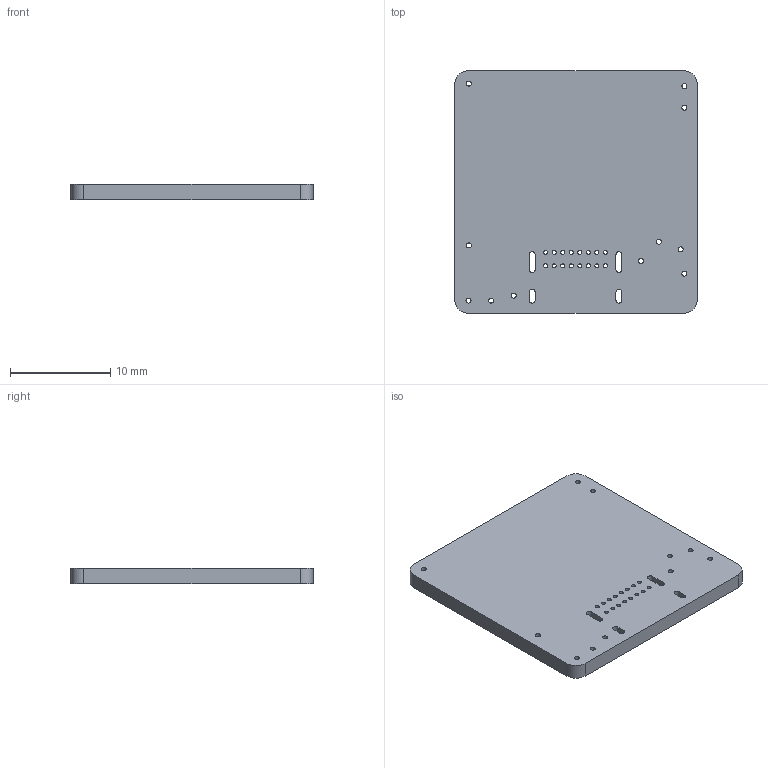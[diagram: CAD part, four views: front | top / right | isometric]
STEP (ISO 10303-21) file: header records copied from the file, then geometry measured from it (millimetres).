
FILE_DESCRIPTION(('KiCad electronic assembly'),'2;1');
FILE_NAME('Capstone.step','2022-09-08T15:09:40',('Pcbnew'),('Kicad'), 'Open CASCADE STEP processor 7.6','KiCad to STEP converter','Unknown' );
FILE_SCHEMA(('AUTOMOTIVE_DESIGN { 1 0 10303 214 1 1 1 1 }'));
Length unit declared in the file: millimetre
Products named in the file (2): Capstone 1; Capstone PCB
Assembly tree (1 placements, depth 2):
  Capstone 1
    Capstone PCB
Bounding box: 24.13 x 24.13 x 1.55 mm (x, y, z)
Volume: 890.1 mm3; surface area: 1376.3 mm2
Topology: 1 solids, 1 shells, 53 faces, 153 edges, 102 vertices
Faces by surface type: cylinder 39, plane 14
Full cylindrical faces by diameter (mm): 0.4 x16, 0.5 x11
Entity records: 3945 total; most frequent: DIRECTION 647, CARTESIAN_POINT 616, ORIENTED_EDGE 306, PCURVE 306, DEFINITIONAL_REPRESENTATION 306, LINE 303, VECTOR 303, CIRCLE 156
